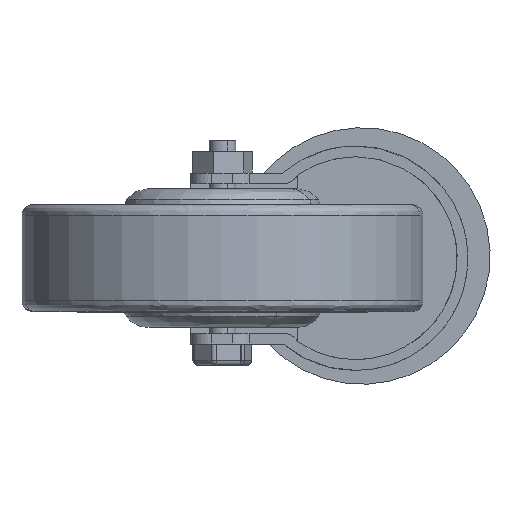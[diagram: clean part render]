
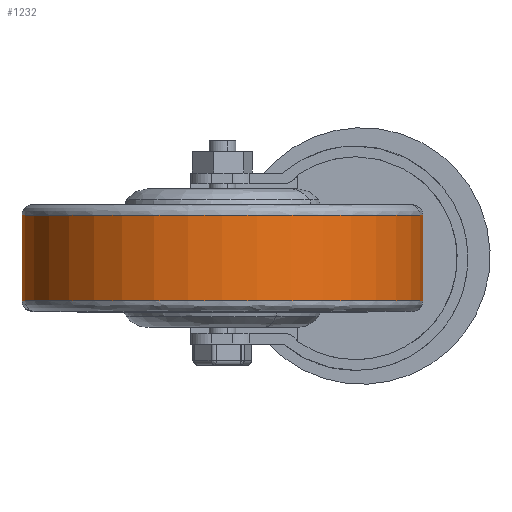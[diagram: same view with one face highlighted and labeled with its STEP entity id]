
A CAD part, front view. The second image highlights one B-rep face of the part: STEP entity #1232.
In plain terms, the highlighted cylindrical face has radius 37.5 mm (diameter 75 mm), a partial arc.
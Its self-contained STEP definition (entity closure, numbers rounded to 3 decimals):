
#153 = CARTESIAN_POINT ( 'NONE',  ( 79.705, 52.044, 30.642 ) ) ;
#535 = VERTEX_POINT ( 'NONE', #1023 ) ;
#578 = EDGE_CURVE ( 'NONE', #535, #4268, #2615, .T. ) ;
#919 = CARTESIAN_POINT ( 'NONE',  ( 4.705, 52.044, 48.642 ) ) ;
#968 = DIRECTION ( 'NONE',  ( 0., 0., 1. ) ) ;
#1014 = DIRECTION ( 'NONE',  ( 0., 0., -1. ) ) ;
#1023 = CARTESIAN_POINT ( 'NONE',  ( 79.705, 52.044, 46.642 ) ) ;
#1185 = AXIS2_PLACEMENT_3D ( 'NONE', #1893, #968, #2021 ) ;
#1206 = ORIENTED_EDGE ( 'NONE', *, *, #1912, .T. ) ;
#1232 = ADVANCED_FACE ( 'NONE', ( #5029 ), #2264, .T. ) ;
#1384 = LINE ( 'NONE', #919, #2252 ) ;
#1494 = CARTESIAN_POINT ( 'NONE',  ( 4.705, 52.044, 46.642 ) ) ;
#1516 = ORIENTED_EDGE ( 'NONE', *, *, #5823, .T. ) ;
#1727 = DIRECTION ( 'NONE',  ( 0., 0., -1. ) ) ;
#1748 = EDGE_LOOP ( 'NONE', ( #3580, #5295, #1206, #1516 ) ) ;
#1893 = CARTESIAN_POINT ( 'NONE',  ( 42.205, 52.044, 30.642 ) ) ;
#1912 = EDGE_CURVE ( 'NONE', #5863, #2840, #1384, .T. ) ;
#2021 = DIRECTION ( 'NONE',  ( -1., 0., 0. ) ) ;
#2240 = DIRECTION ( 'NONE',  ( 0., 0., -1. ) ) ;
#2252 = VECTOR ( 'NONE', #4536, 1000. ) ;
#2264 = CYLINDRICAL_SURFACE ( 'NONE', #4580, 37.5 ) ;
#2615 = LINE ( 'NONE', #4935, #5421 ) ;
#2730 = CIRCLE ( 'NONE', #4699, 37.5 ) ;
#2840 = VERTEX_POINT ( 'NONE', #4497 ) ;
#3373 = DIRECTION ( 'NONE',  ( -1., 0., 0. ) ) ;
#3580 = ORIENTED_EDGE ( 'NONE', *, *, #578, .F. ) ;
#3835 = CARTESIAN_POINT ( 'NONE',  ( 42.205, 52.044, 46.642 ) ) ;
#4106 = EDGE_CURVE ( 'NONE', #535, #5863, #2730, .T. ) ;
#4268 = VERTEX_POINT ( 'NONE', #153 ) ;
#4497 = CARTESIAN_POINT ( 'NONE',  ( 4.705, 52.044, 30.642 ) ) ;
#4536 = DIRECTION ( 'NONE',  ( 0., 0., -1. ) ) ;
#4580 = AXIS2_PLACEMENT_3D ( 'NONE', #5084, #2240, #5984 ) ;
#4699 = AXIS2_PLACEMENT_3D ( 'NONE', #3835, #1014, #3373 ) ;
#4916 = CIRCLE ( 'NONE', #1185, 37.5 ) ;
#4935 = CARTESIAN_POINT ( 'NONE',  ( 79.705, 52.044, 48.642 ) ) ;
#5029 = FACE_OUTER_BOUND ( 'NONE', #1748, .T. ) ;
#5084 = CARTESIAN_POINT ( 'NONE',  ( 42.205, 52.044, 48.642 ) ) ;
#5295 = ORIENTED_EDGE ( 'NONE', *, *, #4106, .T. ) ;
#5421 = VECTOR ( 'NONE', #1727, 1000. ) ;
#5823 = EDGE_CURVE ( 'NONE', #2840, #4268, #4916, .T. ) ;
#5863 = VERTEX_POINT ( 'NONE', #1494 ) ;
#5984 = DIRECTION ( 'NONE',  ( -1., 0., 0. ) ) ;
